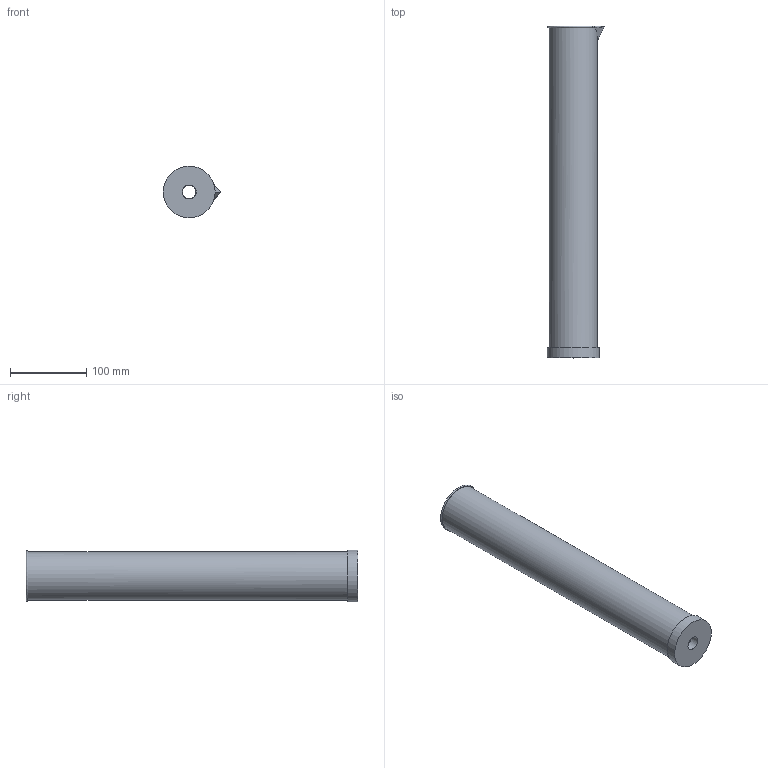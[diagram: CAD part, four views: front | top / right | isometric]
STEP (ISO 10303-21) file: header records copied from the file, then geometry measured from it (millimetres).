
FILE_DESCRIPTION((''),'2;1');
FILE_NAME('AC#1-1000_R0.iam.stp','2016-10-13T14:12:23',(''),(''),'Autodesk Inventor 2009','Autodesk Inventor 2009','');
FILE_SCHEMA(('AUTOMOTIVE_DESIGN { 1 0 10303 214 1 1 1 1 }'));
Length unit declared in the file: inch
Products named in the file (3): AC#1-1000_R0; AC-2B-1000; AC#1-1000-TUBE
Assembly tree (2 placements, depth 2):
  AC#1-1000_R0
    AC-2B-1000
    AC#1-1000-TUBE
Bounding box: 75.69 x 436.74 x 68.33 mm (x, y, z)
Volume: 252031.1 mm3; surface area: 175756.7 mm2
Topology: 2 solids, 2 shells, 24 faces, 57 edges, 39 vertices
Faces by surface type: plane 10, bspline 9, cylinder 4, torus 1
Full cylindrical faces by diameter (mm): 57.912 x1, 58.779 x1, 63.5 x1, 68.326 x1
Entity records: 1118 total; most frequent: CARTESIAN_POINT 527, DIRECTION 108, ORIENTED_EDGE 98, AXIS2_PLACEMENT_3D 52, EDGE_CURVE 49, VERTEX_POINT 37, EDGE_LOOP 36, CIRCLE 26
